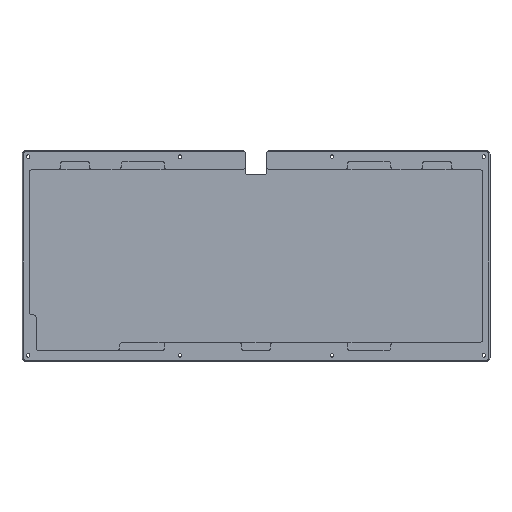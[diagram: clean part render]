
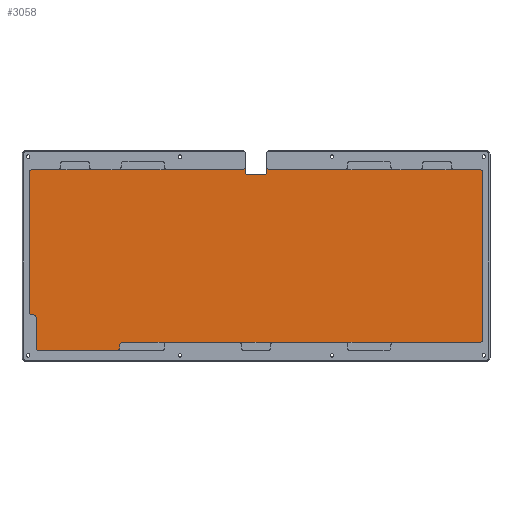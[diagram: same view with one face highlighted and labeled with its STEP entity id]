
A CAD part, top view. The second image highlights one B-rep face of the part: STEP entity #3058.
In plain terms, the highlighted planar face has unit normal (0, 0, 1).
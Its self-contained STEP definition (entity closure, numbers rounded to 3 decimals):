
#164=FACE_OUTER_BOUND('',#345,.T.);
#345=EDGE_LOOP('',(#2108,#2109,#2110,#2111,#2112,#2113,#2114,#2115,#2116,
#2117,#2118,#2119,#2120,#2121,#2122,#2123,#2124,#2125,#2126,#2127,#2128,
#2129,#2130,#2131));
#563=CIRCLE('',#3266,2.);
#564=CIRCLE('',#3269,2.);
#565=CIRCLE('',#3272,2.);
#566=CIRCLE('',#3273,2.);
#567=CIRCLE('',#3274,2.);
#568=CIRCLE('',#3275,2.);
#569=CIRCLE('',#3276,2.);
#570=CIRCLE('',#3277,2.);
#571=CIRCLE('',#3278,2.);
#572=CIRCLE('',#3279,2.);
#573=CIRCLE('',#3280,2.);
#574=CIRCLE('',#3281,2.);
#737=LINE('',#4653,#1018);
#747=LINE('',#4674,#1028);
#757=LINE('',#4697,#1038);
#760=LINE('',#4704,#1041);
#761=LINE('',#4709,#1042);
#762=LINE('',#4713,#1043);
#763=LINE('',#4717,#1044);
#764=LINE('',#4720,#1045);
#765=LINE('',#4722,#1046);
#766=LINE('',#4726,#1047);
#767=LINE('',#4731,#1048);
#768=LINE('',#4735,#1049);
#1018=VECTOR('',#3657,10.);
#1028=VECTOR('',#3673,10.);
#1038=VECTOR('',#3689,10.);
#1041=VECTOR('',#3694,10.);
#1042=VECTOR('',#3699,10.);
#1043=VECTOR('',#3702,10.);
#1044=VECTOR('',#3705,10.);
#1045=VECTOR('',#3708,10.);
#1046=VECTOR('',#3709,10.);
#1047=VECTOR('',#3712,10.);
#1048=VECTOR('',#3717,10.);
#1049=VECTOR('',#3720,10.);
#1314=VERTEX_POINT('',#4650);
#1315=VERTEX_POINT('',#4652);
#1321=VERTEX_POINT('',#4666);
#1322=VERTEX_POINT('',#4668);
#1323=VERTEX_POINT('',#4672);
#1324=VERTEX_POINT('',#4676);
#1332=VERTEX_POINT('',#4694);
#1333=VERTEX_POINT('',#4696);
#1335=VERTEX_POINT('',#4702);
#1336=VERTEX_POINT('',#4703);
#1337=VERTEX_POINT('',#4706);
#1338=VERTEX_POINT('',#4708);
#1339=VERTEX_POINT('',#4710);
#1340=VERTEX_POINT('',#4712);
#1341=VERTEX_POINT('',#4714);
#1342=VERTEX_POINT('',#4716);
#1343=VERTEX_POINT('',#4718);
#1344=VERTEX_POINT('',#4721);
#1345=VERTEX_POINT('',#4723);
#1346=VERTEX_POINT('',#4725);
#1347=VERTEX_POINT('',#4728);
#1348=VERTEX_POINT('',#4730);
#1349=VERTEX_POINT('',#4732);
#1350=VERTEX_POINT('',#4734);
#1613=EDGE_CURVE('',#1314,#1315,#737,.T.);
#1621=EDGE_CURVE('',#1321,#1322,#563,.T.);
#1624=EDGE_CURVE('',#1323,#1321,#747,.T.);
#1626=EDGE_CURVE('',#1324,#1323,#564,.T.);
#1635=EDGE_CURVE('',#1332,#1333,#757,.T.);
#1638=EDGE_CURVE('',#1335,#1336,#760,.T.);
#1639=EDGE_CURVE('',#1333,#1335,#565,.T.);
#1640=EDGE_CURVE('',#1337,#1332,#566,.T.);
#1641=EDGE_CURVE('',#1338,#1337,#761,.T.);
#1642=EDGE_CURVE('',#1339,#1338,#567,.T.);
#1643=EDGE_CURVE('',#1340,#1339,#762,.T.);
#1644=EDGE_CURVE('',#1341,#1340,#568,.T.);
#1645=EDGE_CURVE('',#1342,#1341,#763,.T.);
#1646=EDGE_CURVE('',#1343,#1342,#569,.T.);
#1647=EDGE_CURVE('',#1322,#1343,#764,.T.);
#1648=EDGE_CURVE('',#1344,#1324,#765,.T.);
#1649=EDGE_CURVE('',#1345,#1344,#570,.T.);
#1650=EDGE_CURVE('',#1346,#1345,#766,.T.);
#1651=EDGE_CURVE('',#1315,#1346,#571,.T.);
#1652=EDGE_CURVE('',#1347,#1314,#572,.T.);
#1653=EDGE_CURVE('',#1348,#1347,#767,.T.);
#1654=EDGE_CURVE('',#1349,#1348,#573,.T.);
#1655=EDGE_CURVE('',#1350,#1349,#768,.T.);
#1656=EDGE_CURVE('',#1336,#1350,#574,.T.);
#2108=ORIENTED_EDGE('',*,*,#1638,.F.);
#2109=ORIENTED_EDGE('',*,*,#1639,.F.);
#2110=ORIENTED_EDGE('',*,*,#1635,.F.);
#2111=ORIENTED_EDGE('',*,*,#1640,.F.);
#2112=ORIENTED_EDGE('',*,*,#1641,.F.);
#2113=ORIENTED_EDGE('',*,*,#1642,.F.);
#2114=ORIENTED_EDGE('',*,*,#1643,.F.);
#2115=ORIENTED_EDGE('',*,*,#1644,.F.);
#2116=ORIENTED_EDGE('',*,*,#1645,.F.);
#2117=ORIENTED_EDGE('',*,*,#1646,.F.);
#2118=ORIENTED_EDGE('',*,*,#1647,.F.);
#2119=ORIENTED_EDGE('',*,*,#1621,.F.);
#2120=ORIENTED_EDGE('',*,*,#1624,.F.);
#2121=ORIENTED_EDGE('',*,*,#1626,.F.);
#2122=ORIENTED_EDGE('',*,*,#1648,.F.);
#2123=ORIENTED_EDGE('',*,*,#1649,.F.);
#2124=ORIENTED_EDGE('',*,*,#1650,.F.);
#2125=ORIENTED_EDGE('',*,*,#1651,.F.);
#2126=ORIENTED_EDGE('',*,*,#1613,.F.);
#2127=ORIENTED_EDGE('',*,*,#1652,.F.);
#2128=ORIENTED_EDGE('',*,*,#1653,.F.);
#2129=ORIENTED_EDGE('',*,*,#1654,.F.);
#2130=ORIENTED_EDGE('',*,*,#1655,.F.);
#2131=ORIENTED_EDGE('',*,*,#1656,.F.);
#2973=PLANE('',#3271);
#3058=ADVANCED_FACE('',(#164),#2973,.T.);
#3266=AXIS2_PLACEMENT_3D('',#4669,#3667,#3668);
#3269=AXIS2_PLACEMENT_3D('',#4678,#3677,#3678);
#3271=AXIS2_PLACEMENT_3D('',#4701,#3692,#3693);
#3272=AXIS2_PLACEMENT_3D('',#4705,#3695,#3696);
#3273=AXIS2_PLACEMENT_3D('',#4707,#3697,#3698);
#3274=AXIS2_PLACEMENT_3D('',#4711,#3700,#3701);
#3275=AXIS2_PLACEMENT_3D('',#4715,#3703,#3704);
#3276=AXIS2_PLACEMENT_3D('',#4719,#3706,#3707);
#3277=AXIS2_PLACEMENT_3D('',#4724,#3710,#3711);
#3278=AXIS2_PLACEMENT_3D('',#4727,#3713,#3714);
#3279=AXIS2_PLACEMENT_3D('',#4729,#3715,#3716);
#3280=AXIS2_PLACEMENT_3D('',#4733,#3718,#3719);
#3281=AXIS2_PLACEMENT_3D('',#4736,#3721,#3722);
#3657=DIRECTION('',(1.,0.,0.));
#3667=DIRECTION('center_axis',(0.,0.,-1.));
#3668=DIRECTION('ref_axis',(0.,-1.,0.));
#3673=DIRECTION('',(0.,-1.,0.));
#3677=DIRECTION('center_axis',(0.,0.,1.));
#3678=DIRECTION('ref_axis',(0.,1.,0.));
#3689=DIRECTION('',(1.,0.,0.));
#3692=DIRECTION('center_axis',(0.,0.,1.));
#3693=DIRECTION('ref_axis',(1.,0.,0.));
#3694=DIRECTION('',(0.,-1.,0.));
#3695=DIRECTION('center_axis',(0.,0.,1.));
#3696=DIRECTION('ref_axis',(0.707,-0.707,0.));
#3697=DIRECTION('center_axis',(0.,0.,-1.));
#3698=DIRECTION('ref_axis',(0.,1.,0.));
#3699=DIRECTION('',(0.,1.,0.));
#3700=DIRECTION('center_axis',(0.,0.,-1.));
#3701=DIRECTION('ref_axis',(-1.,0.,0.));
#3702=DIRECTION('',(-1.,0.,0.));
#3703=DIRECTION('center_axis',(0.,0.,1.));
#3704=DIRECTION('ref_axis',(1.,0.,0.));
#3705=DIRECTION('',(0.,1.,0.));
#3706=DIRECTION('center_axis',(0.,0.,-1.));
#3707=DIRECTION('ref_axis',(-1.,0.,0.));
#3708=DIRECTION('',(-1.,0.,0.));
#3709=DIRECTION('',(-1.,0.,0.));
#3710=DIRECTION('center_axis',(0.,0.,-1.));
#3711=DIRECTION('ref_axis',(0.,-1.,0.));
#3712=DIRECTION('',(0.,-1.,0.));
#3713=DIRECTION('center_axis',(0.,0.,-1.));
#3714=DIRECTION('ref_axis',(1.,0.,0.));
#3715=DIRECTION('center_axis',(0.,0.,1.));
#3716=DIRECTION('ref_axis',(-0.707,-0.707,0.));
#3717=DIRECTION('',(0.,1.,0.));
#3718=DIRECTION('center_axis',(0.,0.,1.));
#3719=DIRECTION('ref_axis',(0.707,-0.707,0.));
#3720=DIRECTION('',(1.,0.,0.));
#3721=DIRECTION('center_axis',(0.,0.,1.));
#3722=DIRECTION('ref_axis',(-0.707,-0.707,0.));
#4650=CARTESIAN_POINT('',(238.1,-4.288,-7.5));
#4652=CARTESIAN_POINT('',(384.238,-4.288,-7.5));
#4653=CARTESIAN_POINT('',(150.781,-4.288,-7.5));
#4666=CARTESIAN_POINT('',(133.825,-128.3,-7.5));
#4668=CARTESIAN_POINT('',(131.825,-130.3,-7.5));
#4669=CARTESIAN_POINT('Origin',(131.825,-128.3,-7.5));
#4672=CARTESIAN_POINT('',(133.825,-126.3,-7.5));
#4674=CARTESIAN_POINT('',(133.825,-94.297,-7.5));
#4676=CARTESIAN_POINT('',(135.825,-124.3,-7.5));
#4678=CARTESIAN_POINT('Origin',(135.825,-126.3,-7.5));
#4694=CARTESIAN_POINT('',(72.963,-4.288,-7.5));
#4696=CARTESIAN_POINT('',(219.1,-4.288,-7.5));
#4697=CARTESIAN_POINT('',(150.781,-4.288,-7.5));
#4701=CARTESIAN_POINT('Origin',(228.6,-64.294,-7.5));
#4702=CARTESIAN_POINT('',(221.1,-2.288,-7.5));
#4703=CARTESIAN_POINT('',(221.1,-5.788,-7.5));
#4704=CARTESIAN_POINT('',(221.1,-36.041,-7.5));
#4705=CARTESIAN_POINT('Origin',(219.1,-2.288,-7.5));
#4706=CARTESIAN_POINT('',(70.963,-6.288,-7.5));
#4707=CARTESIAN_POINT('Origin',(72.963,-6.288,-7.5));
#4708=CARTESIAN_POINT('',(70.963,-103.25,-7.5));
#4709=CARTESIAN_POINT('',(70.963,-83.772,-7.5));
#4710=CARTESIAN_POINT('',(72.963,-105.25,-7.5));
#4711=CARTESIAN_POINT('Origin',(72.963,-103.25,-7.5));
#4712=CARTESIAN_POINT('',(73.725,-105.25,-7.5));
#4713=CARTESIAN_POINT('',(151.163,-105.25,-7.5));
#4714=CARTESIAN_POINT('',(75.725,-107.25,-7.5));
#4715=CARTESIAN_POINT('Origin',(73.725,-107.25,-7.5));
#4716=CARTESIAN_POINT('',(75.725,-128.3,-7.5));
#4717=CARTESIAN_POINT('',(75.725,-96.297,-7.5));
#4718=CARTESIAN_POINT('',(77.725,-130.3,-7.5));
#4719=CARTESIAN_POINT('Origin',(77.725,-128.3,-7.5));
#4720=CARTESIAN_POINT('',(195.713,-130.3,-7.5));
#4721=CARTESIAN_POINT('',(384.238,-124.3,-7.5));
#4722=CARTESIAN_POINT('',(259.488,-124.3,-7.5));
#4723=CARTESIAN_POINT('',(386.238,-122.3,-7.5));
#4724=CARTESIAN_POINT('Origin',(384.238,-122.3,-7.5));
#4725=CARTESIAN_POINT('',(386.238,-6.288,-7.5));
#4726=CARTESIAN_POINT('',(386.238,-35.291,-7.5));
#4727=CARTESIAN_POINT('Origin',(384.238,-6.288,-7.5));
#4728=CARTESIAN_POINT('',(236.1,-2.288,-7.5));
#4729=CARTESIAN_POINT('Origin',(238.1,-2.288,-7.5));
#4730=CARTESIAN_POINT('',(236.1,-5.788,-7.5));
#4731=CARTESIAN_POINT('',(236.1,-20.953,-7.5));
#4732=CARTESIAN_POINT('',(234.1,-7.788,-7.5));
#4733=CARTESIAN_POINT('Origin',(234.1,-5.788,-7.5));
#4734=CARTESIAN_POINT('',(223.1,-7.788,-7.5));
#4735=CARTESIAN_POINT('',(232.35,-7.788,-7.5));
#4736=CARTESIAN_POINT('Origin',(223.1,-5.788,-7.5));
